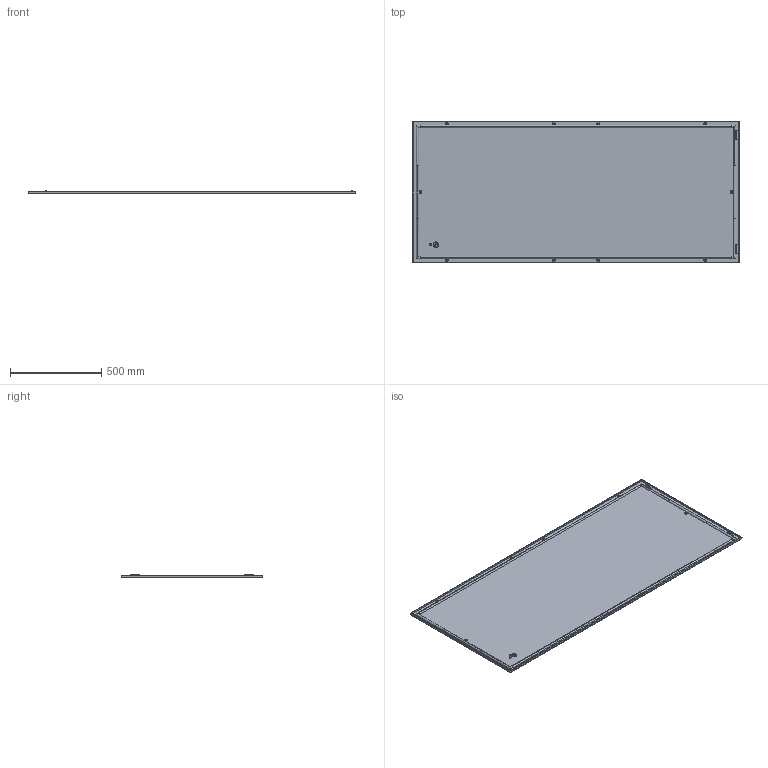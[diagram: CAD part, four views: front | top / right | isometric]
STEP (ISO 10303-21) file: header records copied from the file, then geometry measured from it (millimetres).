
FILE_DESCRIPTION (( 'STEP AP214' ), '1' );
FILE_NAME ('YKM40D-FO-SP-180-080-54 FORMAT Ïàíåëü áîêîâàÿ 1800õ800 IP54 (2øò_êîìïë) IEK.STEP', '2024-09-25T13:34:31', ( '' ), ( '' ), 'SwSTEP 2.0', 'SolidWorks 2022', '' );
FILE_SCHEMA (( 'AUTOMOTIVE_DESIGN' ));
Length unit declared in the file: millimetre
Products named in the file (1): YKM40D-FO-SP-180-080-54 FORMAT Панель боковая 1800х800 IP54 (2шт_компл) IEK
Bounding box: 1800 x 778 x 17.9 mm (x, y, z)
Volume: 2491738.8 mm3; surface area: 2979091.9 mm2
Topology: 1 solids, 1 shells, 187 faces, 510 edges, 328 vertices
Faces by surface type: plane 80, cone 64, cylinder 43
Entity records: 6760 total; most frequent: CARTESIAN_POINT 1223, ORIENTED_EDGE 1020, DIRECTION 992, EDGE_CURVE 510, AXIS2_PLACEMENT_3D 333, VERTEX_POINT 328, LINE 326, VECTOR 326
